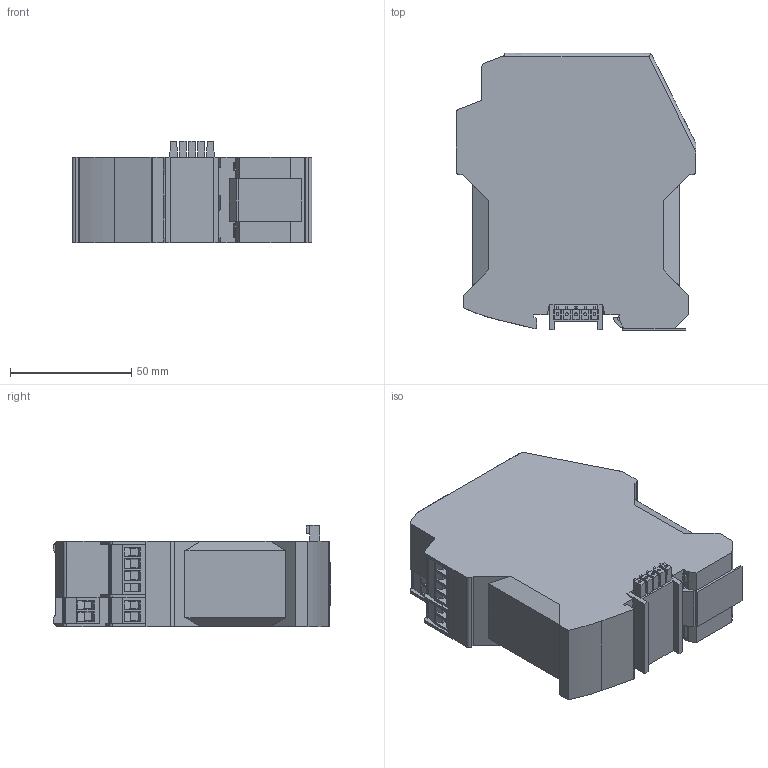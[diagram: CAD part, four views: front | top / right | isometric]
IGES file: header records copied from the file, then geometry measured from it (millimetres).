
Start section: Elysium IGES Interface
Global section: file name: 62H2313669_psi_modem_shdsl_serial-select.igs; native system: SolidDesigner 16.00A  16-Aug-2008; preprocessor: CoCreate IGES_3D V2.2; author: Unknown; organization: Unknown; date: 20100218.101402; units: millimetre
Bounding box: 99 x 114.59 x 41.8 mm (x, y, z)
Volume: 333541 mm3; surface area: 36735.3 mm2
Topology: 1 solids, 1 shells, 469 faces, 1231 edges, 802 vertices
Faces by surface type: bspline 469
